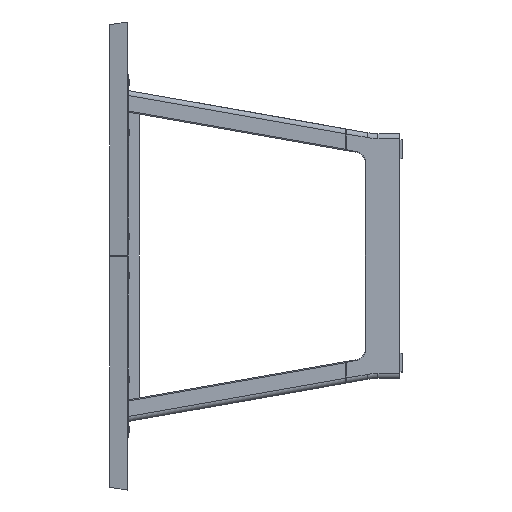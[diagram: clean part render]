
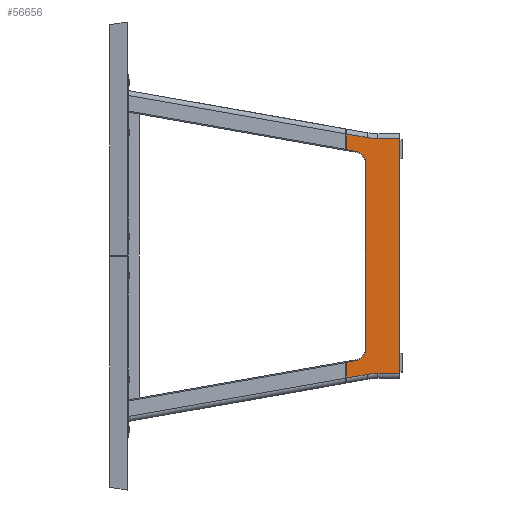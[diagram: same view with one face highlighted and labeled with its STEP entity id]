
A CAD part, left-side view. The second image highlights one B-rep face of the part: STEP entity #56656.
In plain terms, the highlighted planar face has unit normal (-1, 0, 0).
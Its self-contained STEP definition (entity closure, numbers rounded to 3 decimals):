
#745 = VECTOR ( 'NONE', #43621, 1000. ) ;
#1538 = DIRECTION ( 'NONE',  ( 0., 0.985, -0.174 ) ) ;
#1678 = EDGE_CURVE ( 'NONE', #54664, #25292, #26728, .T. ) ;
#1707 = LINE ( 'NONE', #43279, #45328 ) ;
#2770 = CARTESIAN_POINT ( 'NONE',  ( -976.873, -642.107, -329.686 ) ) ;
#3094 = DIRECTION ( 'NONE',  ( 1., 0., 0. ) ) ;
#3117 = CARTESIAN_POINT ( 'NONE',  ( -976.873, -642.107, 239.848 ) ) ;
#3343 = ORIENTED_EDGE ( 'NONE', *, *, #3938, .T. ) ;
#3476 = CARTESIAN_POINT ( 'NONE',  ( -976.873, -645.013, 307.312 ) ) ;
#3779 = CARTESIAN_POINT ( 'NONE',  ( -976.873, -592.107, 275.516 ) ) ;
#3938 = EDGE_CURVE ( 'NONE', #25292, #23078, #46151, .T. ) ;
#4194 = AXIS2_PLACEMENT_3D ( 'NONE', #13106, #8593, #31166 ) ;
#5262 = VECTOR ( 'NONE', #39217, 1000. ) ;
#5779 = CARTESIAN_POINT ( 'NONE',  ( -976.873, -580.904, -277.491 ) ) ;
#6306 = CARTESIAN_POINT ( 'NONE',  ( -976.873, -729.607, -304.843 ) ) ;
#6926 = ORIENTED_EDGE ( 'NONE', *, *, #44851, .T. ) ;
#6998 = AXIS2_PLACEMENT_3D ( 'NONE', #44003, #21087, #16568 ) ;
#7274 = CARTESIAN_POINT ( 'NONE',  ( -976.873, -673.231, 304.843 ) ) ;
#7298 = CARTESIAN_POINT ( 'NONE',  ( -976.873, -592.107, -316.64 ) ) ;
#7762 = VERTEX_POINT ( 'NONE', #6306 ) ;
#7880 = DIRECTION ( 'NONE',  ( 0., 0., -1. ) ) ;
#8551 = DIRECTION ( 'NONE',  ( 1., 0., 0. ) ) ;
#8592 = EDGE_CURVE ( 'NONE', #46850, #7762, #21191, .T. ) ;
#8593 = DIRECTION ( 'NONE',  ( 1., 0., 0. ) ) ;
#10464 = EDGE_CURVE ( 'NONE', #19501, #46136, #33122, .T. ) ;
#11227 = CIRCLE ( 'NONE', #35316, 32. ) ;
#11275 = EDGE_CURVE ( 'NONE', #59194, #50809, #53367, .T. ) ;
#12250 = EDGE_CURVE ( 'NONE', #50809, #14195, #11227, .T. ) ;
#12406 = DIRECTION ( 'NONE',  ( 1., 0., 0. ) ) ;
#12470 = CARTESIAN_POINT ( 'NONE',  ( -976.873, -729.607, 304.843 ) ) ;
#13106 = CARTESIAN_POINT ( 'NONE',  ( -976.873, -610.107, 239.848 ) ) ;
#13749 = EDGE_LOOP ( 'NONE', ( #44170, #3343, #22968, #6926, #22341, #37023, #55001, #51152, #38620, #14586, #37506, #49246, #30861, #19499 ) ) ;
#14195 = VERTEX_POINT ( 'NONE', #49647 ) ;
#14586 = ORIENTED_EDGE ( 'NONE', *, *, #38333, .T. ) ;
#14764 = CARTESIAN_POINT ( 'NONE',  ( -976.873, -587.937, -317.376 ) ) ;
#16248 = DIRECTION ( 'NONE',  ( 0., 1., 0. ) ) ;
#16568 = DIRECTION ( 'NONE',  ( 0., 0., -1. ) ) ;
#16679 = CARTESIAN_POINT ( 'NONE',  ( -976.873, -730.107, -304.843 ) ) ;
#17068 = AXIS2_PLACEMENT_3D ( 'NONE', #31340, #12406, #7880 ) ;
#17291 = EDGE_CURVE ( 'NONE', #36452, #57920, #29504, .T. ) ;
#17785 = PLANE ( 'NONE',  #17068 ) ;
#19499 = ORIENTED_EDGE ( 'NONE', *, *, #21009, .T. ) ;
#19501 = VERTEX_POINT ( 'NONE', #7298 ) ;
#19862 = DIRECTION ( 'NONE',  ( 0., -0.985, 0.174 ) ) ;
#20597 = CARTESIAN_POINT ( 'NONE',  ( -976.873, -642.107, -239.848 ) ) ;
#21009 = EDGE_CURVE ( 'NONE', #57920, #54664, #55063, .T. ) ;
#21087 = DIRECTION ( 'NONE',  ( 1., 0., 0. ) ) ;
#21191 = LINE ( 'NONE', #16679, #25304 ) ;
#21362 = VERTEX_POINT ( 'NONE', #33669 ) ;
#22341 = ORIENTED_EDGE ( 'NONE', *, *, #11275, .T. ) ;
#22968 = ORIENTED_EDGE ( 'NONE', *, *, #53438, .T. ) ;
#23078 = VERTEX_POINT ( 'NONE', #3779 ) ;
#24565 = CARTESIAN_POINT ( 'NONE',  ( -976.873, -693.663, 257.608 ) ) ;
#25292 = VERTEX_POINT ( 'NONE', #34821 ) ;
#25304 = VECTOR ( 'NONE', #44704, 1000. ) ;
#25440 = VECTOR ( 'NONE', #29962, 1000. ) ;
#26728 = LINE ( 'NONE', #50199, #50569 ) ;
#26891 = DIRECTION ( 'NONE',  ( 0., 0., -1. ) ) ;
#28064 = CARTESIAN_POINT ( 'NONE',  ( -976.873, -592.107, -329.686 ) ) ;
#28958 = LINE ( 'NONE', #5779, #55659 ) ;
#29504 = LINE ( 'NONE', #47886, #35650 ) ;
#29962 = DIRECTION ( 'NONE',  ( 0., -0.985, -0.174 ) ) ;
#30861 = ORIENTED_EDGE ( 'NONE', *, *, #17291, .T. ) ;
#31166 = DIRECTION ( 'NONE',  ( 0., 0., -1. ) ) ;
#31340 = CARTESIAN_POINT ( 'NONE',  ( -976.873, -590.107, -329.686 ) ) ;
#33122 = LINE ( 'NONE', #14764, #57113 ) ;
#33669 = CARTESIAN_POINT ( 'NONE',  ( -976.873, -615.664, 271.362 ) ) ;
#34821 = CARTESIAN_POINT ( 'NONE',  ( -976.873, -592.107, 316.64 ) ) ;
#35316 = AXIS2_PLACEMENT_3D ( 'NONE', #44376, #3094, #58232 ) ;
#35650 = VECTOR ( 'NONE', #16248, 1000. ) ;
#35877 = CARTESIAN_POINT ( 'NONE',  ( -976.873, -645.013, -307.312 ) ) ;
#36452 = VERTEX_POINT ( 'NONE', #12470 ) ;
#37023 = ORIENTED_EDGE ( 'NONE', *, *, #12250, .T. ) ;
#37506 = ORIENTED_EDGE ( 'NONE', *, *, #8592, .T. ) ;
#38333 = EDGE_CURVE ( 'NONE', #46136, #46850, #44708, .T. ) ;
#38620 = ORIENTED_EDGE ( 'NONE', *, *, #10464, .T. ) ;
#39217 = DIRECTION ( 'NONE',  ( 0., 0., -1. ) ) ;
#41168 = DIRECTION ( 'NONE',  ( 0., 0.985, 0.174 ) ) ;
#42674 = DIRECTION ( 'NONE',  ( 0., 0., -1. ) ) ;
#42737 = AXIS2_PLACEMENT_3D ( 'NONE', #49206, #8551, #26891 ) ;
#43279 = CARTESIAN_POINT ( 'NONE',  ( -976.873, -592.107, -329.686 ) ) ;
#43323 = CARTESIAN_POINT ( 'NONE',  ( -976.873, -729.607, -329.686 ) ) ;
#43621 = DIRECTION ( 'NONE',  ( 0., 0., 1. ) ) ;
#44003 = CARTESIAN_POINT ( 'NONE',  ( -976.873, -673.231, 467.343 ) ) ;
#44170 = ORIENTED_EDGE ( 'NONE', *, *, #1678, .T. ) ;
#44376 = CARTESIAN_POINT ( 'NONE',  ( -976.873, -610.107, -239.848 ) ) ;
#44704 = DIRECTION ( 'NONE',  ( 0., -1., 0. ) ) ;
#44708 = CIRCLE ( 'NONE', #42737, 162.5 ) ;
#44738 = CARTESIAN_POINT ( 'NONE',  ( -976.873, -592.107, -275.516 ) ) ;
#44851 = EDGE_CURVE ( 'NONE', #21362, #59194, #52257, .T. ) ;
#44958 = VERTEX_POINT ( 'NONE', #44738 ) ;
#45328 = VECTOR ( 'NONE', #42674, 1000. ) ;
#46136 = VERTEX_POINT ( 'NONE', #35877 ) ;
#46151 = LINE ( 'NONE', #28064, #56273 ) ;
#46850 = VERTEX_POINT ( 'NONE', #57123 ) ;
#47886 = CARTESIAN_POINT ( 'NONE',  ( -976.873, -673.231, 304.843 ) ) ;
#49137 = FACE_OUTER_BOUND ( 'NONE', #13749, .T. ) ;
#49206 = CARTESIAN_POINT ( 'NONE',  ( -976.873, -673.231, -467.343 ) ) ;
#49246 = ORIENTED_EDGE ( 'NONE', *, *, #57094, .T. ) ;
#49647 = CARTESIAN_POINT ( 'NONE',  ( -976.873, -615.664, -271.362 ) ) ;
#50199 = CARTESIAN_POINT ( 'NONE',  ( -976.873, -700.696, 297.493 ) ) ;
#50375 = EDGE_CURVE ( 'NONE', #44958, #19501, #1707, .T. ) ;
#50569 = VECTOR ( 'NONE', #41168, 1000. ) ;
#50809 = VERTEX_POINT ( 'NONE', #20597 ) ;
#51152 = ORIENTED_EDGE ( 'NONE', *, *, #50375, .T. ) ;
#51547 = DIRECTION ( 'NONE',  ( 0., 0., -1. ) ) ;
#52250 = LINE ( 'NONE', #24565, #25440 ) ;
#52257 = CIRCLE ( 'NONE', #4194, 32. ) ;
#53367 = LINE ( 'NONE', #2770, #5262 ) ;
#53438 = EDGE_CURVE ( 'NONE', #23078, #21362, #52250, .T. ) ;
#54664 = VERTEX_POINT ( 'NONE', #3476 ) ;
#55001 = ORIENTED_EDGE ( 'NONE', *, *, #57799, .T. ) ;
#55063 = CIRCLE ( 'NONE', #6998, 162.5 ) ;
#55659 = VECTOR ( 'NONE', #1538, 1000. ) ;
#56273 = VECTOR ( 'NONE', #51547, 1000. ) ;
#56656 = ADVANCED_FACE ( 'NONE', ( #49137 ), #17785, .F. ) ;
#56866 = LINE ( 'NONE', #43323, #745 ) ;
#57094 = EDGE_CURVE ( 'NONE', #7762, #36452, #56866, .T. ) ;
#57113 = VECTOR ( 'NONE', #19862, 1000. ) ;
#57123 = CARTESIAN_POINT ( 'NONE',  ( -976.873, -673.231, -304.843 ) ) ;
#57799 = EDGE_CURVE ( 'NONE', #14195, #44958, #28958, .T. ) ;
#57920 = VERTEX_POINT ( 'NONE', #7274 ) ;
#58232 = DIRECTION ( 'NONE',  ( 0., 0., -1. ) ) ;
#59194 = VERTEX_POINT ( 'NONE', #3117 ) ;
